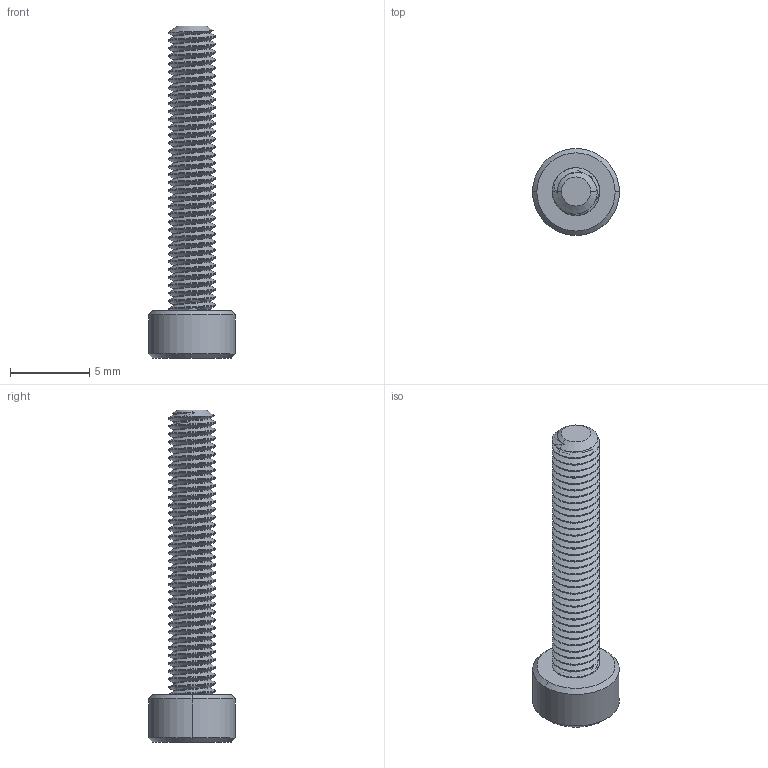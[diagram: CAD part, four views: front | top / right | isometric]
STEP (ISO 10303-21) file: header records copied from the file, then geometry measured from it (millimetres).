
FILE_DESCRIPTION (( 'STEP AP203' ), '1' );
FILE_NAME ('M3 x 0.5mm Thread 18mm LONG SOCKET HEAD CAP SCREW.STEP', '2017-05-07T02:01:02', ( '' ), ( '' ), 'SwSTEP 2.0', 'SolidWorks 2014', '' );
FILE_SCHEMA (( 'CONFIG_CONTROL_DESIGN' ));
Length unit declared in the file: millimetre
Products named in the file (1): M3 x 0.5mm Thread 18mm LONG SOCKET HEAD CAP SCREW
Bounding box: 5.5 x 5.5 x 21 mm (x, y, z)
Volume: 161.2 mm3; surface area: 370.5 mm2
Topology: 1 solids, 1 shells, 173 faces, 489 edges, 320 vertices
Faces by surface type: cylinder 147, cone 14, plane 10, bspline 2
Entity records: 8920 total; most frequent: CARTESIAN_POINT 5242, ORIENTED_EDGE 978, DIRECTION 555, EDGE_CURVE 489, VERTEX_POINT 320, AXIS2_PLACEMENT_3D 195, EDGE_LOOP 175, FACE_OUTER_BOUND 173
